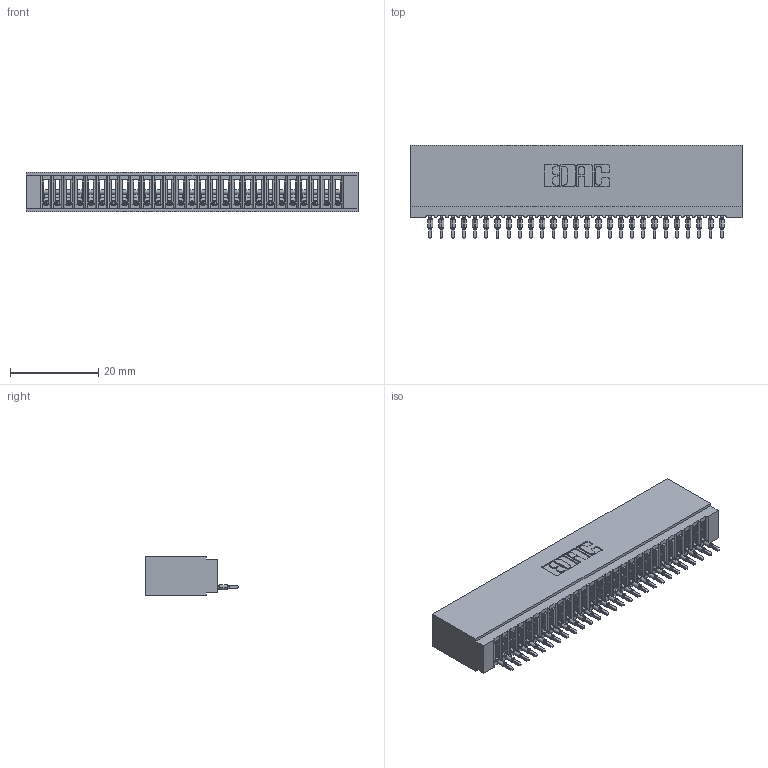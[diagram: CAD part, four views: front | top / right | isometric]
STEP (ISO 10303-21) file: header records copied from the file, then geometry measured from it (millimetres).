
FILE_DESCRIPTION (( 'STEP AP203' ), '1' );
FILE_NAME ('745-027-520-101.STEP', '2026-02-25T17:15:20', ( '' ), ( '' ), 'SwSTEP 2.0', 'SolidWorks 2023', '' );
FILE_SCHEMA (( 'CONFIG_CONTROL_DESIGN' ));
Length unit declared in the file: millimetre
Products named in the file (3): 745 Part_Insulator Option - 01; 745-027-520-101; 745-292-001_520
Assembly tree (28 placements, depth 2):
  745-027-520-101
    745 Part_Insulator Option - 01
    745-292-001_520  x27
Bounding box: 75.18 x 21.22 x 8.89 mm (x, y, z)
Volume: 6574.9 mm3; surface area: 11797.2 mm2
Topology: 28 solids, 28 shells, 3119 faces, 8574 edges, 5410 vertices
Faces by surface type: plane 1864, cylinder 553, bspline 540, torus 162
Entity records: 46639 total; most frequent: CARTESIAN_POINT 8720, ORIENTED_EDGE 8152, DIRECTION 7080, EDGE_CURVE 4076, LINE 3732, VECTOR 3732, VERTEX_POINT 2602, AXIS2_PLACEMENT_3D 1674
